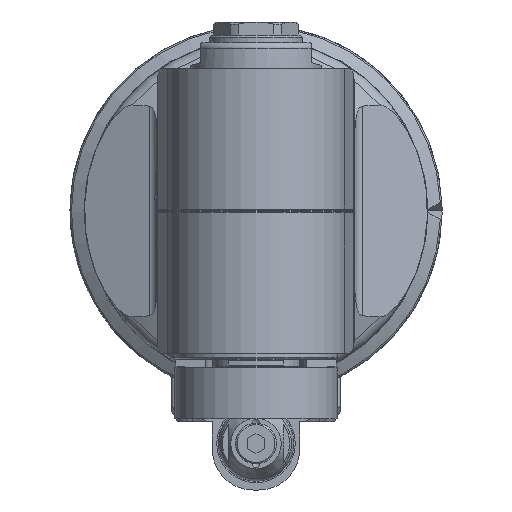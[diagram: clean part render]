
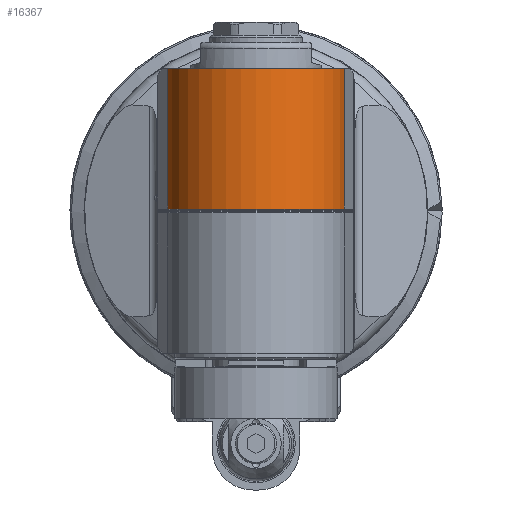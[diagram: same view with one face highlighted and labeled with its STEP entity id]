
A CAD part, front view. The second image highlights one B-rep face of the part: STEP entity #16367.
In plain terms, the highlighted cylindrical face has radius 31 mm (diameter 62 mm), a partial arc.
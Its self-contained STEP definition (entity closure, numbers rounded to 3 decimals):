
#1274=LINE('',#31277,#2452);
#1275=LINE('',#31280,#2453);
#2452=VECTOR('',#21158,48.334);
#2453=VECTOR('',#21161,48.334);
#3209=CYLINDRICAL_SURFACE('',#17831,31.);
#4353=FACE_OUTER_BOUND('',#5339,.T.);
#5339=EDGE_LOOP('',(#13356,#13357,#13358,#13359));
#6306=CIRCLE('',#17830,31.);
#6307=CIRCLE('',#17832,31.);
#7486=VERTEX_POINT('',#31221);
#7487=VERTEX_POINT('',#31222);
#7501=VERTEX_POINT('',#31276);
#7502=VERTEX_POINT('',#31278);
#9618=EDGE_CURVE('',#7486,#7487,#6306,.T.);
#9633=EDGE_CURVE('',#7486,#7501,#1274,.T.);
#9634=EDGE_CURVE('',#7502,#7501,#6307,.T.);
#9635=EDGE_CURVE('',#7502,#7487,#1275,.T.);
#13356=ORIENTED_EDGE('',*,*,#9633,.T.);
#13357=ORIENTED_EDGE('',*,*,#9634,.F.);
#13358=ORIENTED_EDGE('',*,*,#9635,.T.);
#13359=ORIENTED_EDGE('',*,*,#9618,.F.);
#16367=ADVANCED_FACE('',(#4353),#3209,.T.);
#17830=AXIS2_PLACEMENT_3D('',#31223,#21152,#21153);
#17831=AXIS2_PLACEMENT_3D('',#31275,#21156,#21157);
#17832=AXIS2_PLACEMENT_3D('',#31279,#21159,#21160);
#21152=DIRECTION('center_axis',(0.,-1.,0.));
#21153=DIRECTION('ref_axis',(0.208,0.,-0.978));
#21156=DIRECTION('center_axis',(0.,1.,0.));
#21157=DIRECTION('ref_axis',(1.,0.,0.));
#21158=DIRECTION('',(0.,1.,0.));
#21159=DIRECTION('center_axis',(0.,1.,0.));
#21160=DIRECTION('ref_axis',(1.,0.,0.));
#21161=DIRECTION('',(0.,-1.,0.));
#31221=CARTESIAN_POINT('',(284.508,-49.,-30.323));
#31222=CARTESIAN_POINT('',(284.508,-49.,30.323));
#31223=CARTESIAN_POINT('Origin',(278.063,-49.,0.));
#31275=CARTESIAN_POINT('Origin',(278.063,49.,0.));
#31276=CARTESIAN_POINT('',(284.508,-0.666,-30.323));
#31277=CARTESIAN_POINT('',(284.508,-49.,-30.323));
#31278=CARTESIAN_POINT('',(284.508,-0.666,30.323));
#31279=CARTESIAN_POINT('Origin',(278.063,-0.666,0.));
#31280=CARTESIAN_POINT('',(284.508,-0.666,30.323));
